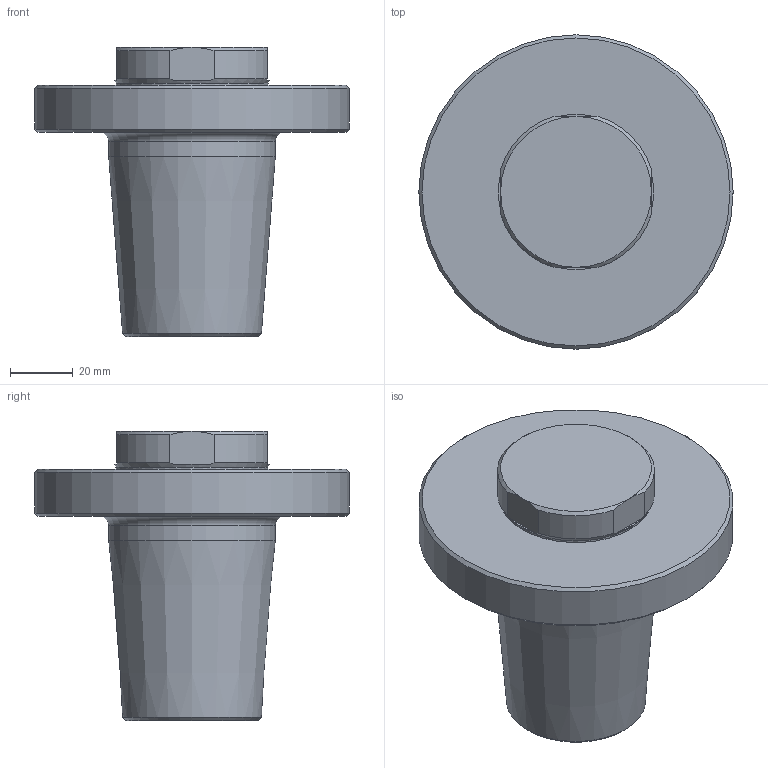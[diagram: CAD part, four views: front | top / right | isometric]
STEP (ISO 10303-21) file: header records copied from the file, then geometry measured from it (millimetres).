
FILE_DESCRIPTION(/* description */ (''),/* implementation_level */ '2;1');
FILE_NAME(/* name */ 'SAH-2341032261.stp',/* time_stamp */ '2018-03-16T14:53:46+05:00',/* author */ (''),/* organization */ (''),/* preprocessor_version */ 'ST-DEVELOPER v16',/* originating_system */ 'SIEMENS PLM Software NX 11.0',/* authorisation */ '');
FILE_SCHEMA (('AUTOMOTIVE_DESIGN { 1 0 10303 214 3 1 1 1 }'));
Length unit declared in the file: millimetre
Products named in the file (1): SAH-2341032261
Bounding box: 100 x 100 x 92 mm (x, y, z)
Volume: 213648.3 mm3; surface area: 41023.4 mm2
Topology: 2 solids, 2 shells, 32 faces, 68 edges, 42 vertices
Faces by surface type: plane 14, cone 9, cylinder 8, torus 1
Full cylindrical faces by diameter (mm): 32 x1, 48.4 x1, 53 x1, 100 x1
Entity records: 883 total; most frequent: CARTESIAN_POINT 182, DIRECTION 142, ORIENTED_EDGE 114, AXIS2_PLACEMENT_3D 65, EDGE_CURVE 57, EDGE_LOOP 44, VERTEX_POINT 41, ADVANCED_FACE 32
